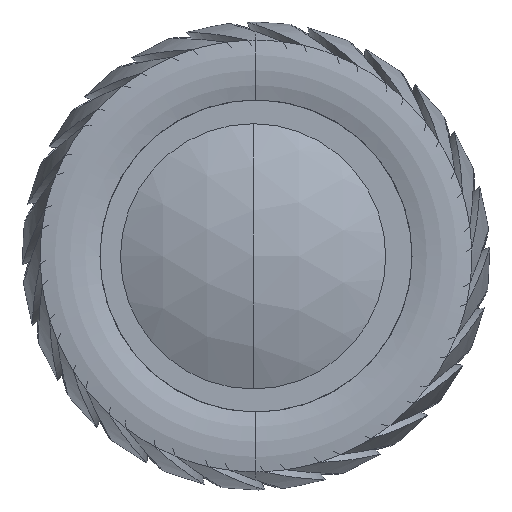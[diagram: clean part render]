
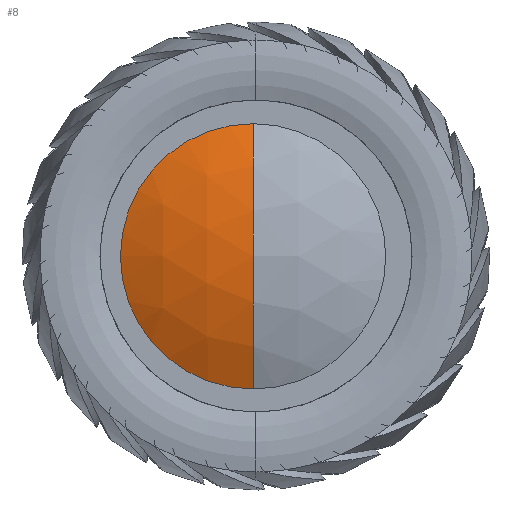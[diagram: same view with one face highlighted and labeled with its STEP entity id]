
A CAD part, left-side view. The second image highlights one B-rep face of the part: STEP entity #8.
In plain terms, the highlighted spherical face has radius 142.969 mm.
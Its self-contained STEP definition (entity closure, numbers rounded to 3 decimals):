
#8 = ADVANCED_FACE ( 'NONE', ( #5668 ), #21850, .T. ) ;
#446 = CARTESIAN_POINT ( 'NONE',  ( -90.721, 91.132, 233.681 ) ) ;
#619 = DIRECTION ( 'NONE',  ( 0., -1., 0. ) ) ;
#1055 = DIRECTION ( 'NONE',  ( -1., 0., 0. ) ) ;
#1221 = EDGE_CURVE ( 'NONE', #13957, #13926, #12234, .T. ) ;
#1389 = CARTESIAN_POINT ( 'NONE',  ( -218.69, 91.132, 297.431 ) ) ;
#1977 = DIRECTION ( 'NONE',  ( 0., -1., 0. ) ) ;
#4651 = DIRECTION ( 'NONE',  ( 0., 0., -1. ) ) ;
#5222 = ORIENTED_EDGE ( 'NONE', *, *, #1221, .F. ) ;
#5668 = FACE_OUTER_BOUND ( 'NONE', #9297, .T. ) ;
#6810 = CARTESIAN_POINT ( 'NONE',  ( -218.69, 91.132, 169.931 ) ) ;
#7527 = DIRECTION ( 'NONE',  ( 0., 0., -1. ) ) ;
#8285 = EDGE_CURVE ( 'NONE', #13276, #13926, #21570, .T. ) ;
#9297 = EDGE_LOOP ( 'NONE', ( #5222, #9414, #13839 ) ) ;
#9414 = ORIENTED_EDGE ( 'NONE', *, *, #19975, .T. ) ;
#9716 = DIRECTION ( 'NONE',  ( 0., 1., 0. ) ) ;
#9993 = AXIS2_PLACEMENT_3D ( 'NONE', #446, #1977, #16220 ) ;
#11096 = AXIS2_PLACEMENT_3D ( 'NONE', #22238, #22012, #4651 ) ;
#11184 = AXIS2_PLACEMENT_3D ( 'NONE', #18688, #9716, #1055 ) ;
#12234 = CIRCLE ( 'NONE', #9993, 142.969 ) ;
#12910 = CARTESIAN_POINT ( 'NONE',  ( -90.721, 91.132, 233.681 ) ) ;
#13276 = VERTEX_POINT ( 'NONE', #6810 ) ;
#13839 = ORIENTED_EDGE ( 'NONE', *, *, #8285, .T. ) ;
#13926 = VERTEX_POINT ( 'NONE', #19349 ) ;
#13957 = VERTEX_POINT ( 'NONE', #1389 ) ;
#16220 = DIRECTION ( 'NONE',  ( 1., 0., 0. ) ) ;
#16887 = AXIS2_PLACEMENT_3D ( 'NONE', #12910, #619, #7527 ) ;
#18151 = CIRCLE ( 'NONE', #11096, 63.75 ) ;
#18688 = CARTESIAN_POINT ( 'NONE',  ( -90.721, 91.132, 233.681 ) ) ;
#19349 = CARTESIAN_POINT ( 'NONE',  ( -233.69, 91.132, 233.681 ) ) ;
#19975 = EDGE_CURVE ( 'NONE', #13957, #13276, #18151, .T. ) ;
#21570 = CIRCLE ( 'NONE', #11184, 142.969 ) ;
#21850 = SPHERICAL_SURFACE ( 'NONE', #16887, 142.969 ) ;
#22012 = DIRECTION ( 'NONE',  ( -1., 0., 0. ) ) ;
#22238 = CARTESIAN_POINT ( 'NONE',  ( -218.69, 91.132, 233.681 ) ) ;
